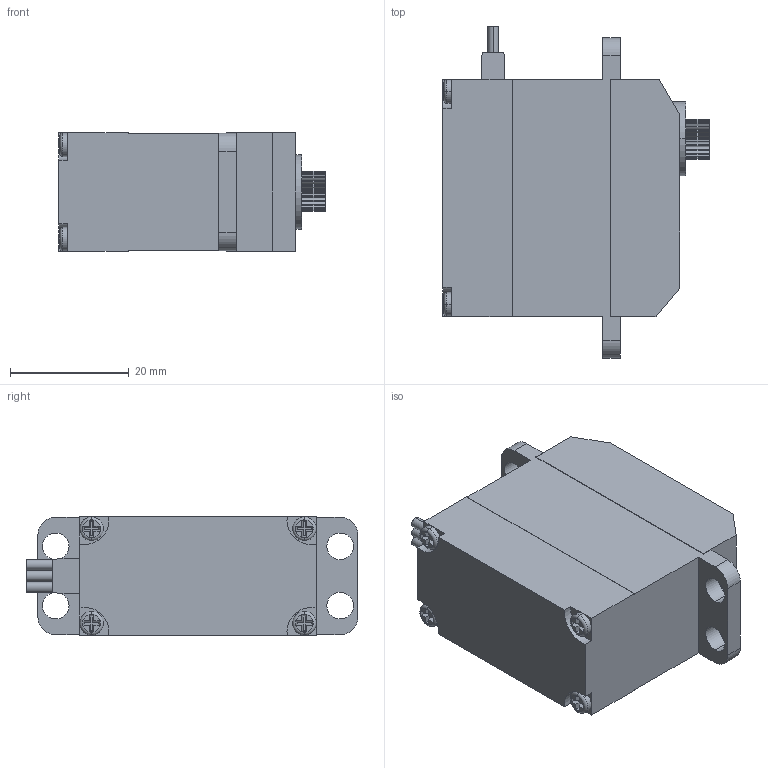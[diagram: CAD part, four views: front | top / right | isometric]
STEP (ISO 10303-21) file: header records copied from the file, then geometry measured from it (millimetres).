
FILE_DESCRIPTION (( 'STEP AP214' ), '1' );
FILE_NAME ('µ¥Öá¶æ»ú.STEP', '2023-05-31T08:20:33', ( '' ), ( '' ), 'SwSTEP 2.0', 'SolidWorks 2020', '' );
FILE_SCHEMA (( 'AUTOMOTIVE_DESIGN' ));
Length unit declared in the file: millimetre
Products named in the file (1): 等粣嗆儂
Bounding box: 45 x 56 x 20 mm (x, y, z)
Volume: 32380.2 mm3; surface area: 7396.8 mm2
Topology: 1 solids, 1 shells, 263 faces, 713 edges, 462 vertices
Faces by surface type: cylinder 140, plane 115, torus 8
Entity records: 9710 total; most frequent: DIRECTION 1545, CARTESIAN_POINT 1490, ORIENTED_EDGE 1426, EDGE_CURVE 713, AXIS2_PLACEMENT_3D 585, VERTEX_POINT 462, LINE 375, VECTOR 375
